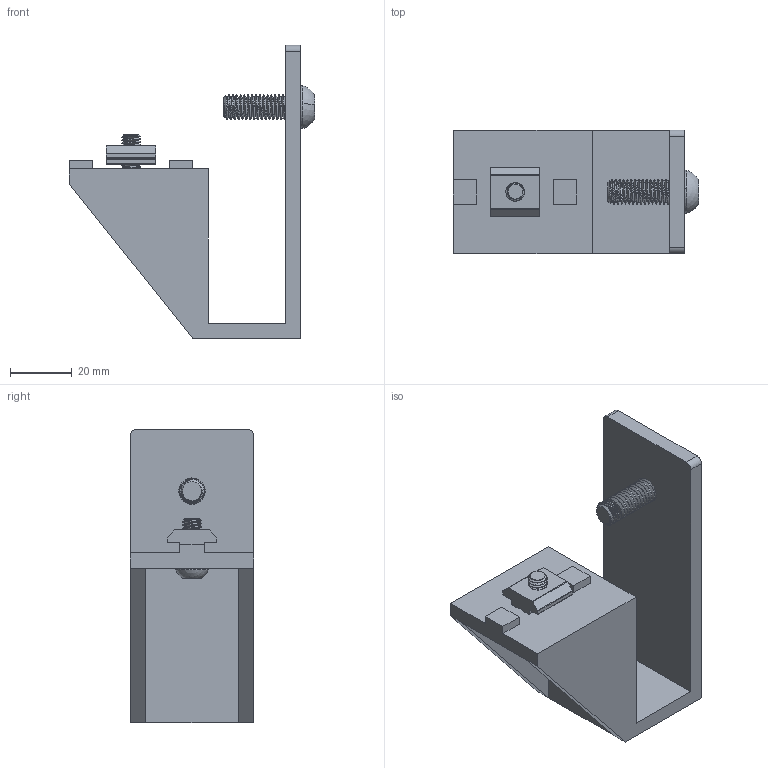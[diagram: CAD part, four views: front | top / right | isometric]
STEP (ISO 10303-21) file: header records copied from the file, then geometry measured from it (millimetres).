
FILE_DESCRIPTION(/* description */ ('Alibre Inc.'),/* implementation_level */ '2;1');
FILE_NAME(/* name */ 'export-6F8931F2-1B63-4E14-B585-569827DDF28D',/* time_stamp */ '2022-04-11T22:51:20+03:00',/* author */ (''),/* organization */ (''),/* preprocessor_version */ 'ST-DEVELOPER v17',/* originating_system */ 'Alibre',/* authorisation */ '');
FILE_SCHEMA (('CONFIG_CONTROL_DESIGN'));
Length unit declared in the file: millimetre
Bounding box: 79.4 x 40 x 95 mm (x, y, z)
Volume: 55936.7 mm3; surface area: 26770.2 mm2
Topology: 4 solids, 4 shells, 212 faces, 562 edges, 362 vertices
Faces by surface type: cylinder 103, plane 62, cone 31, bspline 12, sphere 4
Full cylindrical faces by diameter (mm): 6.5 x1, 8.5 x1
Entity records: 16516 total; most frequent: CARTESIAN_POINT 11377, ORIENTED_EDGE 1120, DIRECTION 749, EDGE_CURVE 560, VERTEX_POINT 362, AXIS2_PLACEMENT_3D 289, VECTOR 233, LINE 233
